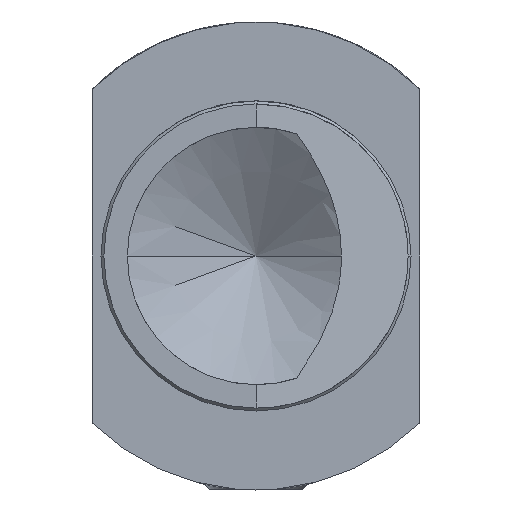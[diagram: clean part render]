
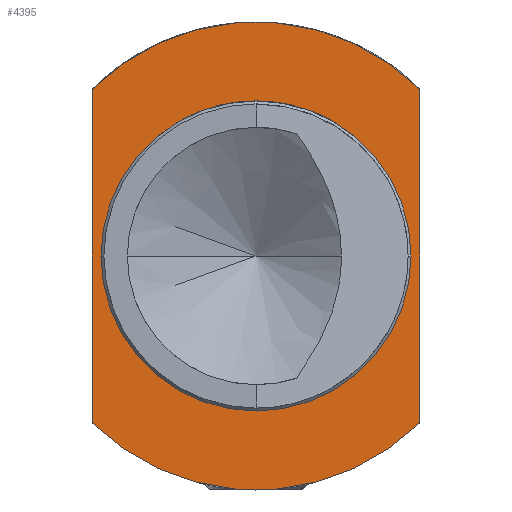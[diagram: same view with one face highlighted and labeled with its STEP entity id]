
A CAD part, front view. The second image highlights one B-rep face of the part: STEP entity #4395.
In plain terms, the highlighted planar face has unit normal (0, -1, 0).
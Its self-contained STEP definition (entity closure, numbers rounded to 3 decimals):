
#98 = VERTEX_POINT ( 'NONE', #1398 ) ;
#373 = VERTEX_POINT ( 'NONE', #2099 ) ;
#440 = AXIS2_PLACEMENT_3D ( 'NONE', #2886, #8643, #6586 ) ;
#480 = DIRECTION ( 'NONE',  ( -1., 0., 0. ) ) ;
#565 = CIRCLE ( 'NONE', #7204, 2. ) ;
#588 = ORIENTED_EDGE ( 'NONE', *, *, #4235, .T. ) ;
#802 = FACE_BOUND ( 'NONE', #6308, .T. ) ;
#988 = CARTESIAN_POINT ( 'NONE',  ( 1.4, -7.5, 1.428 ) ) ;
#1061 = CIRCLE ( 'NONE', #9339, 1.325 ) ;
#1148 = CARTESIAN_POINT ( 'NONE',  ( 0., -7.5, 0. ) ) ;
#1398 = CARTESIAN_POINT ( 'NONE',  ( 1.4, -7.5, -1.428 ) ) ;
#1499 = VERTEX_POINT ( 'NONE', #1809 ) ;
#1693 = CARTESIAN_POINT ( 'NONE',  ( 0., -7.5, 0. ) ) ;
#1809 = CARTESIAN_POINT ( 'NONE',  ( 1.325, -7.5, 0. ) ) ;
#1941 = DIRECTION ( 'NONE',  ( 0., -1., 0. ) ) ;
#2099 = CARTESIAN_POINT ( 'NONE',  ( -1.4, -7.5, 1.428 ) ) ;
#2162 = DIRECTION ( 'NONE',  ( 0., 0., 1. ) ) ;
#2812 = ORIENTED_EDGE ( 'NONE', *, *, #4178, .T. ) ;
#2886 = CARTESIAN_POINT ( 'NONE',  ( 0., -7.5, 0. ) ) ;
#2887 = DIRECTION ( 'NONE',  ( 0., -1., 0. ) ) ;
#3077 = AXIS2_PLACEMENT_3D ( 'NONE', #3380, #1941, #3408 ) ;
#3155 = EDGE_CURVE ( 'NONE', #3957, #1499, #1061, .T. ) ;
#3286 = VERTEX_POINT ( 'NONE', #988 ) ;
#3380 = CARTESIAN_POINT ( 'NONE',  ( 0., -7.5, 0. ) ) ;
#3408 = DIRECTION ( 'NONE',  ( -1., 0., 0. ) ) ;
#3530 = VECTOR ( 'NONE', #2162, 1000. ) ;
#3957 = VERTEX_POINT ( 'NONE', #8358 ) ;
#4178 = EDGE_CURVE ( 'NONE', #98, #3286, #4213, .T. ) ;
#4213 = LINE ( 'NONE', #5750, #3530 ) ;
#4235 = EDGE_CURVE ( 'NONE', #373, #6137, #6577, .T. ) ;
#4395 = ADVANCED_FACE ( 'NONE', ( #802, #7600 ), #7693, .T. ) ;
#4469 = ORIENTED_EDGE ( 'NONE', *, *, #8795, .T. ) ;
#4550 = DIRECTION ( 'NONE',  ( -1., 0., 0. ) ) ;
#4658 = CARTESIAN_POINT ( 'NONE',  ( -1.4, -7.5, -1.428 ) ) ;
#5130 = EDGE_CURVE ( 'NONE', #1499, #3957, #7464, .T. ) ;
#5511 = ORIENTED_EDGE ( 'NONE', *, *, #6008, .T. ) ;
#5750 = CARTESIAN_POINT ( 'NONE',  ( 1.4, -7.5, 0. ) ) ;
#6008 = EDGE_CURVE ( 'NONE', #3286, #373, #565, .T. ) ;
#6137 = VERTEX_POINT ( 'NONE', #4658 ) ;
#6198 = DIRECTION ( 'NONE',  ( 0., -1., 0. ) ) ;
#6308 = EDGE_LOOP ( 'NONE', ( #9321, #8884 ) ) ;
#6402 = CARTESIAN_POINT ( 'NONE',  ( -1.4, -7.5, 0. ) ) ;
#6577 = LINE ( 'NONE', #6402, #8821 ) ;
#6586 = DIRECTION ( 'NONE',  ( -1., 0., 0. ) ) ;
#7148 = DIRECTION ( 'NONE',  ( 0., 0., -1. ) ) ;
#7204 = AXIS2_PLACEMENT_3D ( 'NONE', #1148, #6198, #480 ) ;
#7464 = CIRCLE ( 'NONE', #440, 1.325 ) ;
#7502 = CIRCLE ( 'NONE', #8494, 2. ) ;
#7600 = FACE_OUTER_BOUND ( 'NONE', #8971, .T. ) ;
#7693 = PLANE ( 'NONE',  #3077 ) ;
#7824 = DIRECTION ( 'NONE',  ( -1., 0., 0. ) ) ;
#7884 = CARTESIAN_POINT ( 'NONE',  ( 0., -7.5, 0. ) ) ;
#8358 = CARTESIAN_POINT ( 'NONE',  ( -1.325, -7.5, 0. ) ) ;
#8494 = AXIS2_PLACEMENT_3D ( 'NONE', #7884, #2887, #7824 ) ;
#8643 = DIRECTION ( 'NONE',  ( 0., -1., 0. ) ) ;
#8795 = EDGE_CURVE ( 'NONE', #6137, #98, #7502, .T. ) ;
#8821 = VECTOR ( 'NONE', #7148, 1000. ) ;
#8857 = DIRECTION ( 'NONE',  ( 0., -1., 0. ) ) ;
#8884 = ORIENTED_EDGE ( 'NONE', *, *, #3155, .F. ) ;
#8971 = EDGE_LOOP ( 'NONE', ( #4469, #2812, #5511, #588 ) ) ;
#9321 = ORIENTED_EDGE ( 'NONE', *, *, #5130, .F. ) ;
#9339 = AXIS2_PLACEMENT_3D ( 'NONE', #1693, #8857, #4550 ) ;
